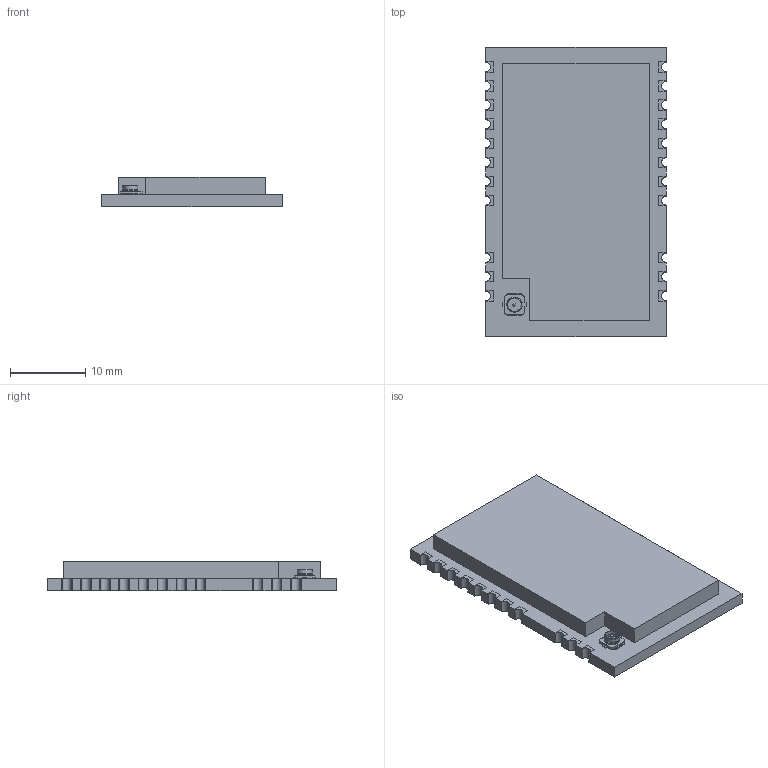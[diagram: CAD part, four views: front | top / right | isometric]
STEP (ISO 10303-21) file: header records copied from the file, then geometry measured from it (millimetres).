
FILE_DESCRIPTION(/* description */ (''),/* implementation_level */ '2;1');
FILE_NAME(/* name */ 'E22-X00M30S.step',/* time_stamp */ '2018-11-01T20:24:47+00:00',/* author */ ('albertoGWF5J'),/* organization */ (''),/* preprocessor_version */ 'ST-DEVELOPER v17.2',/* originating_system */ 'Autodesk Translation Framework v7.6.0.251',/* authorisation */ '');
FILE_SCHEMA (('AUTOMOTIVE_DESIGN { 1 0 10303 214 3 1 1 }'));
Length unit declared in the file: millimetre
Products named in the file (2): E22-X00M30S; U.FL_Hirose_U.FL-R-SMT-1_Vertical
Assembly tree (1 placements, depth 2):
  E22-X00M30S
    U.FL_Hirose_U.FL-R-SMT-1_Vertical
Bounding box: 24 x 38.5 x 3.87 mm (x, y, z)
Volume: 2927.4 mm3; surface area: 3882.1 mm2
Topology: 25 solids, 25 shells, 342 faces, 860 edges, 572 vertices
Faces by surface type: plane 307, cylinder 31, cone 3, sphere 1
Full cylindrical faces by diameter (mm): 0.4 x1, 1.8 x1, 1.92 x1, 2 x2
Entity records: 10206 total; most frequent: CARTESIAN_POINT 1776, ORIENTED_EDGE 1718, DIRECTION 1629, EDGE_CURVE 859, LINE 779, VECTOR 779, VERTEX_POINT 572, AXIS2_PLACEMENT_3D 425
